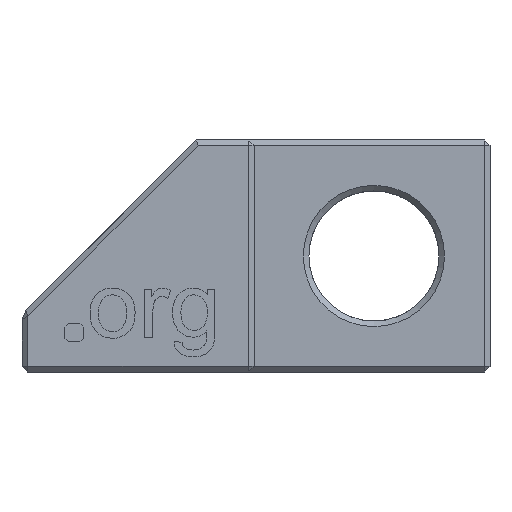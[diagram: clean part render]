
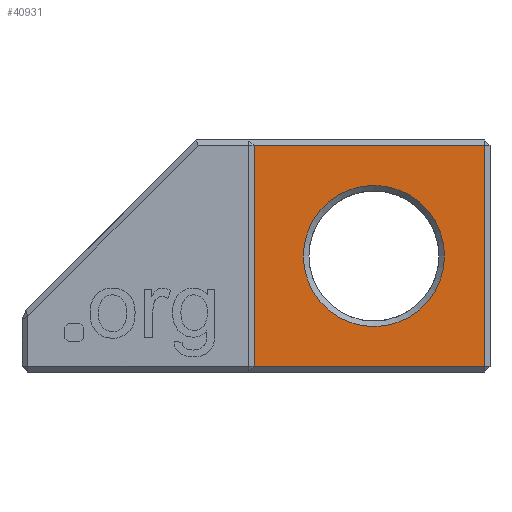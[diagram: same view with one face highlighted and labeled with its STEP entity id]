
A CAD part, left-side view. The second image highlights one B-rep face of the part: STEP entity #40931.
In plain terms, the highlighted planar face has unit normal (-1, 0, 0).
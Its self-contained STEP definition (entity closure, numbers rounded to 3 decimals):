
#20028 = PLANE('',#20029);
#20029 = AXIS2_PLACEMENT_3D('',#20030,#20031,#20032);
#20030 = CARTESIAN_POINT('',(-5.9,-3.125,12.35));
#20031 = DIRECTION('',(-0.707,0.,0.707));
#20032 = DIRECTION('',(0.707,0.,0.707));
#40383 = PLANE('',#40384);
#40384 = AXIS2_PLACEMENT_3D('',#40385,#40386,#40387);
#40385 = CARTESIAN_POINT('',(-5.9,3.125,0.15));
#40386 = DIRECTION('',(-0.707,0.,-0.707));
#40387 = DIRECTION('',(-0.707,0.,0.707));
#40851 = VERTEX_POINT('',#40852);
#40852 = CARTESIAN_POINT('',(-6.05,-3.8,6.25));
#40859 = CONICAL_SURFACE('',#40860,3.65,0.785);
#40860 = AXIS2_PLACEMENT_3D('',#40861,#40862,#40863);
#40861 = CARTESIAN_POINT('',(-5.9,0.,6.25));
#40862 = DIRECTION('',(-1.,0.,0.));
#40863 = DIRECTION('',(0.,1.,0.));
#40878 = EDGE_CURVE('',#40851,#40851,#40879,.T.);
#40879 = SURFACE_CURVE('',#40880,(#40885,#40892),.PCURVE_S1.);
#40880 = CIRCLE('',#40881,3.8);
#40881 = AXIS2_PLACEMENT_3D('',#40882,#40883,#40884);
#40882 = CARTESIAN_POINT('',(-6.05,0.,6.25));
#40883 = DIRECTION('',(-1.,0.,0.));
#40884 = DIRECTION('',(0.,1.,0.));
#40885 = PCURVE('',#40859,#40886);
#40886 = DEFINITIONAL_REPRESENTATION('',(#40887),#40891);
#40887 = LINE('',#40888,#40889);
#40888 = CARTESIAN_POINT('',(-6.283,0.15));
#40889 = VECTOR('',#40890,1.);
#40890 = DIRECTION('',(1.,0.));
#40891 = ( GEOMETRIC_REPRESENTATION_CONTEXT(2) 
PARAMETRIC_REPRESENTATION_CONTEXT() REPRESENTATION_CONTEXT('2D SPACE',''
  ) );
#40892 = PCURVE('',#40893,#40898);
#40893 = PLANE('',#40894);
#40894 = AXIS2_PLACEMENT_3D('',#40895,#40896,#40897);
#40895 = CARTESIAN_POINT('',(-6.05,0.,6.25));
#40896 = DIRECTION('',(1.,0.,0.));
#40897 = DIRECTION('',(-0.,1.,0.));
#40898 = DEFINITIONAL_REPRESENTATION('',(#40899),#40907);
#40899 = ( BOUNDED_CURVE() B_SPLINE_CURVE(2,(#40900,#40901,#40902,#40903
    ,#40904,#40905,#40906),.UNSPECIFIED.,.T.,.F.) 
B_SPLINE_CURVE_WITH_KNOTS((1,2,2,2,2,1),(-2.094,0.,
    2.094,4.189,6.283,8.378),
.UNSPECIFIED.) CURVE() GEOMETRIC_REPRESENTATION_ITEM() 
RATIONAL_B_SPLINE_CURVE((1.,0.5,1.,0.5,1.,0.5,1.)) REPRESENTATION_ITEM(
  '') );
#40900 = CARTESIAN_POINT('',(3.8,0.));
#40901 = CARTESIAN_POINT('',(3.8,-6.582));
#40902 = CARTESIAN_POINT('',(-1.9,-3.291));
#40903 = CARTESIAN_POINT('',(-7.6,0.));
#40904 = CARTESIAN_POINT('',(-1.9,3.291));
#40905 = CARTESIAN_POINT('',(3.8,6.582));
#40906 = CARTESIAN_POINT('',(3.8,0.));
#40907 = ( GEOMETRIC_REPRESENTATION_CONTEXT(2) 
PARAMETRIC_REPRESENTATION_CONTEXT() REPRESENTATION_CONTEXT('2D SPACE',''
  ) );
#40931 = ADVANCED_FACE('',(#40932,#41036),#40893,.F.);
#40932 = FACE_BOUND('',#40933,.T.);
#40933 = EDGE_LOOP('',(#40934,#40959,#40987,#41010));
#40934 = ORIENTED_EDGE('',*,*,#40935,.F.);
#40935 = EDGE_CURVE('',#40936,#40938,#40940,.T.);
#40936 = VERTEX_POINT('',#40937);
#40937 = CARTESIAN_POINT('',(-6.05,6.45,12.2));
#40938 = VERTEX_POINT('',#40939);
#40939 = CARTESIAN_POINT('',(-6.05,-5.95,12.2));
#40940 = SURFACE_CURVE('',#40941,(#40945,#40952),.PCURVE_S1.);
#40941 = LINE('',#40942,#40943);
#40942 = CARTESIAN_POINT('',(-6.05,-3.125,12.2));
#40943 = VECTOR('',#40944,1.);
#40944 = DIRECTION('',(0.,-1.,0.));
#40945 = PCURVE('',#40893,#40946);
#40946 = DEFINITIONAL_REPRESENTATION('',(#40947),#40951);
#40947 = LINE('',#40948,#40949);
#40948 = CARTESIAN_POINT('',(-3.125,5.95));
#40949 = VECTOR('',#40950,1.);
#40950 = DIRECTION('',(-1.,0.));
#40951 = ( GEOMETRIC_REPRESENTATION_CONTEXT(2) 
PARAMETRIC_REPRESENTATION_CONTEXT() REPRESENTATION_CONTEXT('2D SPACE',''
  ) );
#40952 = PCURVE('',#20028,#40953);
#40953 = DEFINITIONAL_REPRESENTATION('',(#40954),#40958);
#40954 = LINE('',#40955,#40956);
#40955 = CARTESIAN_POINT('',(-0.212,0.));
#40956 = VECTOR('',#40957,1.);
#40957 = DIRECTION('',(0.,-1.));
#40958 = ( GEOMETRIC_REPRESENTATION_CONTEXT(2) 
PARAMETRIC_REPRESENTATION_CONTEXT() REPRESENTATION_CONTEXT('2D SPACE',''
  ) );
#40959 = ORIENTED_EDGE('',*,*,#40960,.T.);
#40960 = EDGE_CURVE('',#40936,#40961,#40963,.T.);
#40961 = VERTEX_POINT('',#40962);
#40962 = CARTESIAN_POINT('',(-6.05,6.45,0.3));
#40963 = SURFACE_CURVE('',#40964,(#40968,#40975),.PCURVE_S1.);
#40964 = LINE('',#40965,#40966);
#40965 = CARTESIAN_POINT('',(-6.05,6.45,9.375));
#40966 = VECTOR('',#40967,1.);
#40967 = DIRECTION('',(0.,0.,-1.));
#40968 = PCURVE('',#40893,#40969);
#40969 = DEFINITIONAL_REPRESENTATION('',(#40970),#40974);
#40970 = LINE('',#40971,#40972);
#40971 = CARTESIAN_POINT('',(6.45,3.125));
#40972 = VECTOR('',#40973,1.);
#40973 = DIRECTION('',(0.,-1.));
#40974 = ( GEOMETRIC_REPRESENTATION_CONTEXT(2) 
PARAMETRIC_REPRESENTATION_CONTEXT() REPRESENTATION_CONTEXT('2D SPACE',''
  ) );
#40975 = PCURVE('',#40976,#40981);
#40976 = PLANE('',#40977);
#40977 = AXIS2_PLACEMENT_3D('',#40978,#40979,#40980);
#40978 = CARTESIAN_POINT('',(9.375,6.45,6.25));
#40979 = DIRECTION('',(0.,-1.,0.));
#40980 = DIRECTION('',(1.,0.,0.));
#40981 = DEFINITIONAL_REPRESENTATION('',(#40982),#40986);
#40982 = LINE('',#40983,#40984);
#40983 = CARTESIAN_POINT('',(-15.425,3.125));
#40984 = VECTOR('',#40985,1.);
#40985 = DIRECTION('',(0.,-1.));
#40986 = ( GEOMETRIC_REPRESENTATION_CONTEXT(2) 
PARAMETRIC_REPRESENTATION_CONTEXT() REPRESENTATION_CONTEXT('2D SPACE',''
  ) );
#40987 = ORIENTED_EDGE('',*,*,#40988,.F.);
#40988 = EDGE_CURVE('',#40989,#40961,#40991,.T.);
#40989 = VERTEX_POINT('',#40990);
#40990 = CARTESIAN_POINT('',(-6.05,-5.95,0.3));
#40991 = SURFACE_CURVE('',#40992,(#40996,#41003),.PCURVE_S1.);
#40992 = LINE('',#40993,#40994);
#40993 = CARTESIAN_POINT('',(-6.05,3.125,0.3));
#40994 = VECTOR('',#40995,1.);
#40995 = DIRECTION('',(0.,1.,0.));
#40996 = PCURVE('',#40893,#40997);
#40997 = DEFINITIONAL_REPRESENTATION('',(#40998),#41002);
#40998 = LINE('',#40999,#41000);
#40999 = CARTESIAN_POINT('',(3.125,-5.95));
#41000 = VECTOR('',#41001,1.);
#41001 = DIRECTION('',(1.,0.));
#41002 = ( GEOMETRIC_REPRESENTATION_CONTEXT(2) 
PARAMETRIC_REPRESENTATION_CONTEXT() REPRESENTATION_CONTEXT('2D SPACE',''
  ) );
#41003 = PCURVE('',#40383,#41004);
#41004 = DEFINITIONAL_REPRESENTATION('',(#41005),#41009);
#41005 = LINE('',#41006,#41007);
#41006 = CARTESIAN_POINT('',(0.212,0.));
#41007 = VECTOR('',#41008,1.);
#41008 = DIRECTION('',(0.,1.));
#41009 = ( GEOMETRIC_REPRESENTATION_CONTEXT(2) 
PARAMETRIC_REPRESENTATION_CONTEXT() REPRESENTATION_CONTEXT('2D SPACE',''
  ) );
#41010 = ORIENTED_EDGE('',*,*,#41011,.F.);
#41011 = EDGE_CURVE('',#40938,#40989,#41012,.T.);
#41012 = SURFACE_CURVE('',#41013,(#41017,#41024),.PCURVE_S1.);
#41013 = LINE('',#41014,#41015);
#41014 = CARTESIAN_POINT('',(-6.05,-5.95,3.125));
#41015 = VECTOR('',#41016,1.);
#41016 = DIRECTION('',(0.,0.,-1.));
#41017 = PCURVE('',#40893,#41018);
#41018 = DEFINITIONAL_REPRESENTATION('',(#41019),#41023);
#41019 = LINE('',#41020,#41021);
#41020 = CARTESIAN_POINT('',(-5.95,-3.125));
#41021 = VECTOR('',#41022,1.);
#41022 = DIRECTION('',(0.,-1.));
#41023 = ( GEOMETRIC_REPRESENTATION_CONTEXT(2) 
PARAMETRIC_REPRESENTATION_CONTEXT() REPRESENTATION_CONTEXT('2D SPACE',''
  ) );
#41024 = PCURVE('',#41025,#41030);
#41025 = PLANE('',#41026);
#41026 = AXIS2_PLACEMENT_3D('',#41027,#41028,#41029);
#41027 = CARTESIAN_POINT('',(-5.9,-6.1,3.125));
#41028 = DIRECTION('',(-0.707,-0.707,0.));
#41029 = DIRECTION('',(0.,0.,1.));
#41030 = DEFINITIONAL_REPRESENTATION('',(#41031),#41035);
#41031 = LINE('',#41032,#41033);
#41032 = CARTESIAN_POINT('',(0.,0.212));
#41033 = VECTOR('',#41034,1.);
#41034 = DIRECTION('',(-1.,0.));
#41035 = ( GEOMETRIC_REPRESENTATION_CONTEXT(2) 
PARAMETRIC_REPRESENTATION_CONTEXT() REPRESENTATION_CONTEXT('2D SPACE',''
  ) );
#41036 = FACE_BOUND('',#41037,.T.);
#41037 = EDGE_LOOP('',(#41038));
#41038 = ORIENTED_EDGE('',*,*,#40878,.F.);
